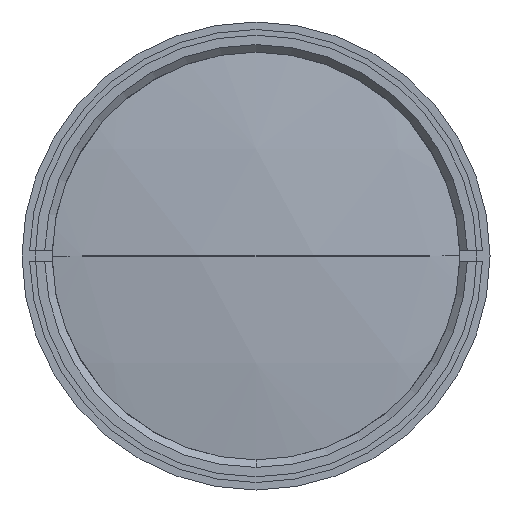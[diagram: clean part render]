
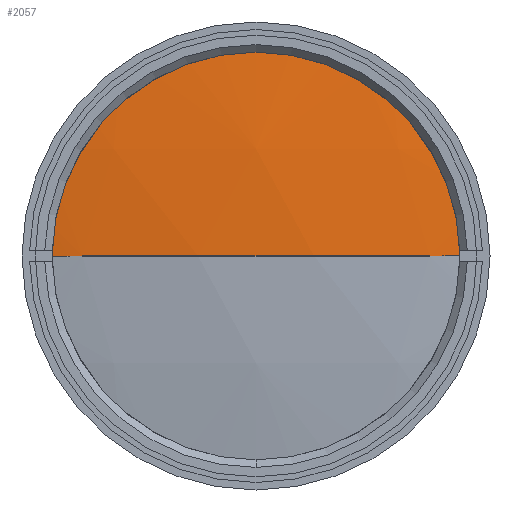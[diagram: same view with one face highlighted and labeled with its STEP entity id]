
A CAD part, left-side view. The second image highlights one B-rep face of the part: STEP entity #2057.
In plain terms, the highlighted spherical face has radius 184.5 mm.
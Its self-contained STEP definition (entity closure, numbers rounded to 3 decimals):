
#59 = DIRECTION ( 'NONE',  ( 0., -1., 0. ) ) ;
#69 = SPHERICAL_SURFACE ( 'NONE', #1462, 184.5 ) ;
#80 = CARTESIAN_POINT ( 'NONE',  ( 48.596, 23., 0. ) ) ;
#192 = DIRECTION ( 'NONE',  ( 0., 1., 0. ) ) ;
#201 = CARTESIAN_POINT ( 'NONE',  ( 48.596, 0., 0. ) ) ;
#272 = CARTESIAN_POINT ( 'NONE',  ( 48.596, 0., 0. ) ) ;
#284 = VERTEX_POINT ( 'NONE', #454 ) ;
#317 = ORIENTED_EDGE ( 'NONE', *, *, #2382, .F. ) ;
#387 = CARTESIAN_POINT ( 'NONE',  ( 48.596, -23., 0. ) ) ;
#396 = CARTESIAN_POINT ( 'NONE',  ( -133.72, 0., 0. ) ) ;
#405 = VERTEX_POINT ( 'NONE', #846 ) ;
#418 = CIRCLE ( 'NONE', #992, 184.5 ) ;
#427 = EDGE_CURVE ( 'NONE', #2487, #1943, #501, .T. ) ;
#454 = CARTESIAN_POINT ( 'NONE',  ( -134.465, 23., 0. ) ) ;
#501 = CIRCLE ( 'NONE', #2041, 183.061 ) ;
#543 = CARTESIAN_POINT ( 'NONE',  ( 48.596, 0., 0. ) ) ;
#573 = DIRECTION ( 'NONE',  ( -1., 0., 0. ) ) ;
#699 = ORIENTED_EDGE ( 'NONE', *, *, #1772, .F. ) ;
#745 = DIRECTION ( 'NONE',  ( 0., -1., 0. ) ) ;
#780 = CARTESIAN_POINT ( 'NONE',  ( -134.465, -23., 0. ) ) ;
#819 = AXIS2_PLACEMENT_3D ( 'NONE', #396, #2108, #1444 ) ;
#846 = CARTESIAN_POINT ( 'NONE',  ( -134.465, 23., 0. ) ) ;
#912 = DIRECTION ( 'NONE',  ( 0., 0., 1. ) ) ;
#978 = ORIENTED_EDGE ( 'NONE', *, *, #427, .F. ) ;
#992 = AXIS2_PLACEMENT_3D ( 'NONE', #543, #1349, #573 ) ;
#1043 = CIRCLE ( 'NONE', #2276, 183.061 ) ;
#1081 = CIRCLE ( 'NONE', #819, 28.303 ) ;
#1111 = EDGE_LOOP ( 'NONE', ( #978, #1808, #2540, #699, #1491, #317 ) ) ;
#1112 = CARTESIAN_POINT ( 'NONE',  ( 48.596, 0., 0. ) ) ;
#1125 = CARTESIAN_POINT ( 'NONE',  ( -133.72, -28.303, 0. ) ) ;
#1233 = CARTESIAN_POINT ( 'NONE',  ( -134.465, -23., 0. ) ) ;
#1313 = DIRECTION ( 'NONE',  ( 0., 0., 1. ) ) ;
#1349 = DIRECTION ( 'NONE',  ( 0., 0., -1. ) ) ;
#1444 = DIRECTION ( 'NONE',  ( 0., 0., -1. ) ) ;
#1462 = AXIS2_PLACEMENT_3D ( 'NONE', #1112, #912, #2180 ) ;
#1491 = ORIENTED_EDGE ( 'NONE', *, *, #2524, .F. ) ;
#1631 = VERTEX_POINT ( 'NONE', #1125 ) ;
#1772 = EDGE_CURVE ( 'NONE', #284, #2114, #418, .T. ) ;
#1808 = ORIENTED_EDGE ( 'NONE', *, *, #2675, .T. ) ;
#1832 = CIRCLE ( 'NONE', #2641, 184.5 ) ;
#1904 = EDGE_CURVE ( 'NONE', #1631, #2114, #1081, .T. ) ;
#1943 = VERTEX_POINT ( 'NONE', #1233 ) ;
#1953 = DIRECTION ( 'NONE',  ( 0., 0., 1. ) ) ;
#2041 = AXIS2_PLACEMENT_3D ( 'NONE', #387, #192, #2112 ) ;
#2057 = ADVANCED_FACE ( 'NONE', ( #2168 ), #69, .T. ) ;
#2108 = DIRECTION ( 'NONE',  ( -1., 0., 0. ) ) ;
#2112 = DIRECTION ( 'NONE',  ( 1., 0., 0. ) ) ;
#2114 = VERTEX_POINT ( 'NONE', #2335 ) ;
#2163 = DIRECTION ( 'NONE',  ( 1., 0., 0. ) ) ;
#2168 = FACE_OUTER_BOUND ( 'NONE', #1111, .T. ) ;
#2180 = DIRECTION ( 'NONE',  ( 0., 1., 0. ) ) ;
#2276 = AXIS2_PLACEMENT_3D ( 'NONE', #80, #745, #1313 ) ;
#2335 = CARTESIAN_POINT ( 'NONE',  ( -133.72, 28.303, 0. ) ) ;
#2382 = EDGE_CURVE ( 'NONE', #1943, #405, #2679, .T. ) ;
#2487 = VERTEX_POINT ( 'NONE', #780 ) ;
#2500 = AXIS2_PLACEMENT_3D ( 'NONE', #201, #2569, #2163 ) ;
#2524 = EDGE_CURVE ( 'NONE', #405, #284, #1043, .T. ) ;
#2540 = ORIENTED_EDGE ( 'NONE', *, *, #1904, .T. ) ;
#2569 = DIRECTION ( 'NONE',  ( 0., 0., -1. ) ) ;
#2641 = AXIS2_PLACEMENT_3D ( 'NONE', #272, #1953, #59 ) ;
#2675 = EDGE_CURVE ( 'NONE', #2487, #1631, #1832, .T. ) ;
#2679 = CIRCLE ( 'NONE', #2500, 184.5 ) ;
